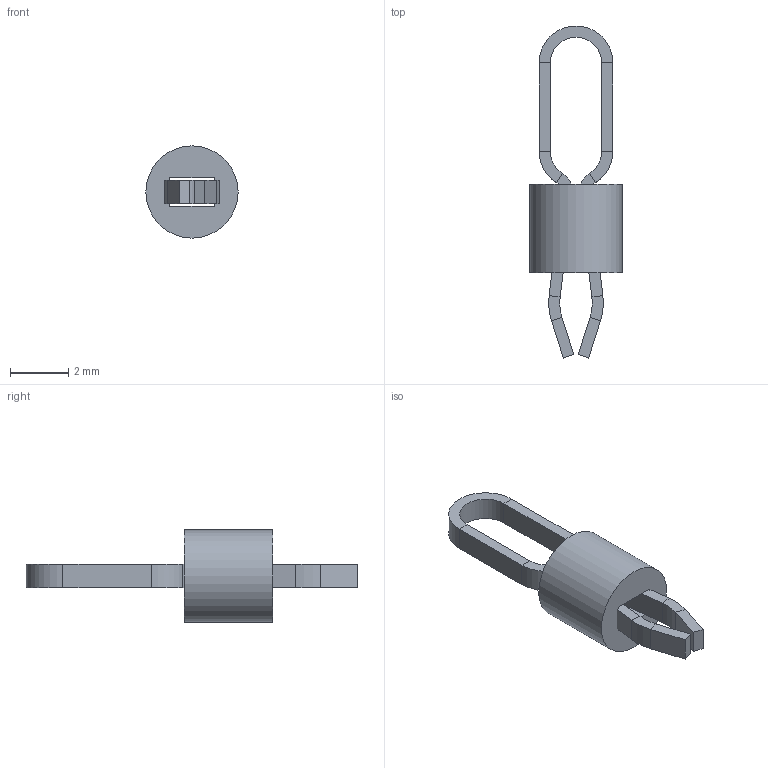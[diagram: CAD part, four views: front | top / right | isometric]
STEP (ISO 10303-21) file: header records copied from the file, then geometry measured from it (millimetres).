
FILE_DESCRIPTION (( 'STEP AP214' ), '1' );
FILE_NAME ('5129.STEP', '2022-05-18T15:18:56', ( '' ), ( '' ), 'SwSTEP 2.0', 'SolidWorks 2013', '' );
FILE_SCHEMA (( 'AUTOMOTIVE_DESIGN' ));
Length unit declared in the file: inch
Products named in the file (1): 5129
Bounding box: 3.17 x 11.42 x 3.17 mm (x, y, z)
Volume: 27.2 mm3; surface area: 117.2 mm2
Topology: 2 solids, 2 shells, 67 faces, 133 edges, 70 vertices
Faces by surface type: plane 50, cylinder 17
Full cylindrical faces by diameter (mm): 3.175 x1
Entity records: 2574 total; most frequent: DIRECTION 302, CARTESIAN_POINT 270, ORIENTED_EDGE 264, EDGE_CURVE 132, AXIS2_PLACEMENT_3D 102, VECTOR 98, LINE 98, LENGTH_MEASURE_WITH_UNIT 71
